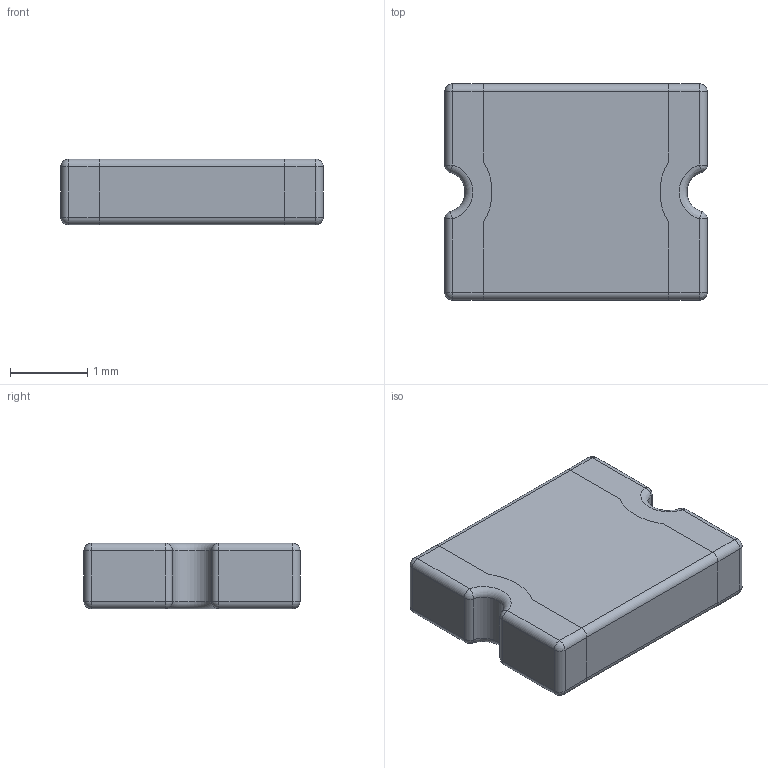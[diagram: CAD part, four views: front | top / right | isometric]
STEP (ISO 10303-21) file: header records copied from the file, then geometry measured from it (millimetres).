
FILE_DESCRIPTION((''),'2;1');
FILE_NAME('FUSRC3226X85N.stp','2010-12-14T13:41:45',(''),(''),'Mechanical Desktop 2011','Mechanical Desktop 2011',', , ');
FILE_SCHEMA(('AUTOMOTIVE_DESIGN { 1 2 10303 214 1 1 1 1 }'));
Length unit declared in the file: millimetre
Products named in the file (1): Product
Bounding box: 3.4 x 2.8 x 0.85 mm (x, y, z)
Volume: 7.8 mm3; surface area: 37.9 mm2
Topology: 3 solids, 3 shells, 78 faces, 184 edges, 96 vertices
Faces by surface type: bspline 32, cylinder 20, plane 16, sphere 8, torus 2
Entity records: 2536 total; most frequent: CARTESIAN_POINT 861, DIRECTION 342, ORIENTED_EDGE 336, EDGE_CURVE 168, AXIS2_PLACEMENT_3D 127, VERTEX_POINT 96, VECTOR 88, LINE 88
